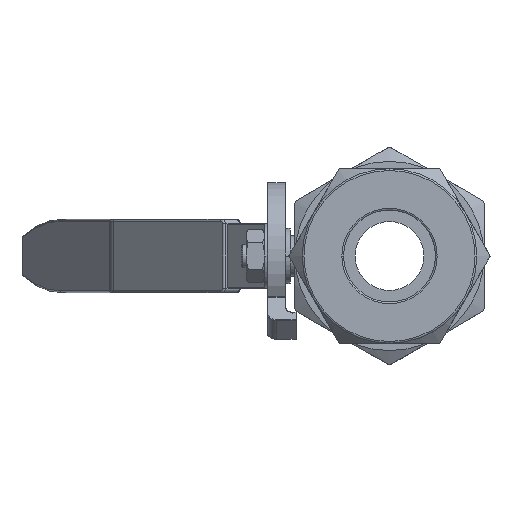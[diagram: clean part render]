
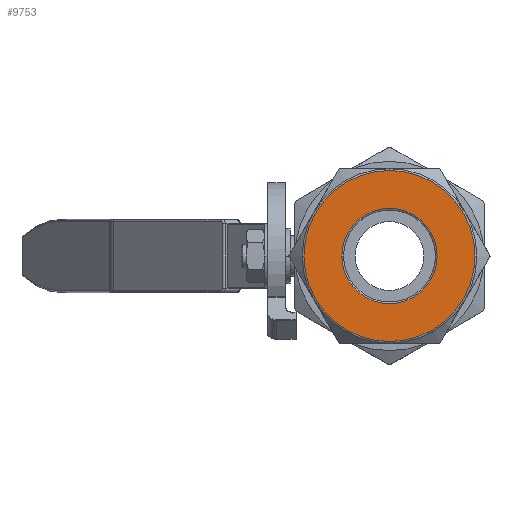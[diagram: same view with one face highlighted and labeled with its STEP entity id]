
A CAD part, left-side view. The second image highlights one B-rep face of the part: STEP entity #9753.
In plain terms, the highlighted face is planar.
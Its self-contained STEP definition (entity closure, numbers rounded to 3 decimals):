
#7799=CARTESIAN_POINT('',(0.,0.,0.));
#7800=DIRECTION('',(-1.,0.,0.));
#7801=DIRECTION('',(0.,1.,0.));
#7802=AXIS2_PLACEMENT_3D('',#7799,#7800,#7801);
#7804=CARTESIAN_POINT('',(0.,0.,0.));
#7805=DIRECTION('',(-1.,0.,0.));
#7806=DIRECTION('',(0.,-1.,0.));
#7807=AXIS2_PLACEMENT_3D('',#7804,#7805,#7806);
#7809=CARTESIAN_POINT('',(0.,0.,0.));
#7810=DIRECTION('',(1.,0.,0.));
#7811=DIRECTION('',(0.,0.,1.));
#7812=AXIS2_PLACEMENT_3D('',#7809,#7810,#7811);
#7814=CARTESIAN_POINT('',(0.,0.,0.));
#7815=DIRECTION('',(1.,0.,0.));
#7816=DIRECTION('',(0.,0.,-1.));
#7817=AXIS2_PLACEMENT_3D('',#7814,#7815,#7816);
#9608=CARTESIAN_POINT('',(0.,5.188,0.));
#9609=CARTESIAN_POINT('',(0.,-5.188,0.));
#9610=VERTEX_POINT('',#9608);
#9611=VERTEX_POINT('',#9609);
#9680=CARTESIAN_POINT('',(0.,0.,9.313));
#9681=CARTESIAN_POINT('',(0.,0.,-9.313));
#9682=VERTEX_POINT('',#9680);
#9683=VERTEX_POINT('',#9681);
#9736=CARTESIAN_POINT('',(0.,0.,0.));
#9737=DIRECTION('',(1.,0.,0.));
#9738=DIRECTION('',(0.,-1.,0.));
#9739=AXIS2_PLACEMENT_3D('',#9736,#9737,#9738);
#9740=PLANE('',#9739);
#9742=ORIENTED_EDGE('',*,*,#9741,.F.);
#9744=ORIENTED_EDGE('',*,*,#9743,.F.);
#9745=EDGE_LOOP('',(#9742,#9744));
#9746=FACE_OUTER_BOUND('',#9745,.F.);
#9748=ORIENTED_EDGE('',*,*,#9747,.F.);
#9750=ORIENTED_EDGE('',*,*,#9749,.F.);
#9751=EDGE_LOOP('',(#9748,#9750));
#9752=FACE_BOUND('',#9751,.F.);
#7803=CIRCLE('',#7802,5.188);
#7808=CIRCLE('',#7807,5.188);
#7813=CIRCLE('',#7812,9.313);
#7818=CIRCLE('',#7817,9.313);
#9741=EDGE_CURVE('',#9682,#9683,#7813,.T.);
#9743=EDGE_CURVE('',#9683,#9682,#7818,.T.);
#9747=EDGE_CURVE('',#9610,#9611,#7803,.T.);
#9749=EDGE_CURVE('',#9611,#9610,#7808,.T.);
#9753=ADVANCED_FACE('',(#9746,#9752),#9740,.T.);
